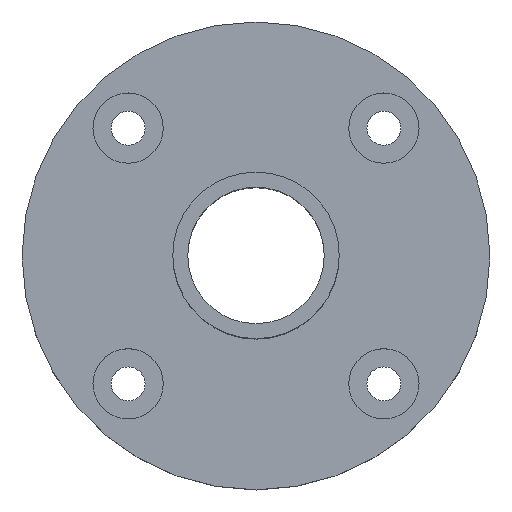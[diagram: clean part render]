
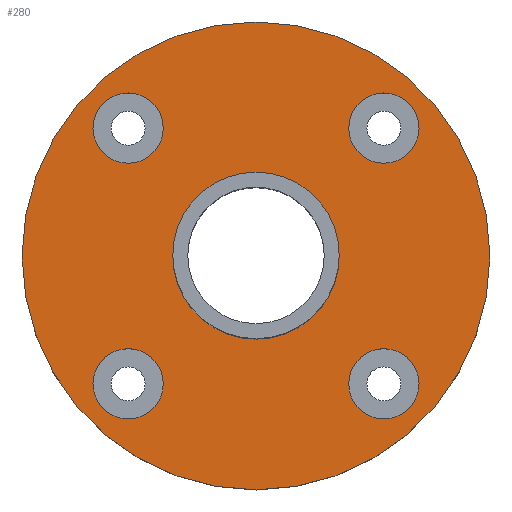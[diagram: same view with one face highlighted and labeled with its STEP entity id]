
A CAD part, top view. The second image highlights one B-rep face of the part: STEP entity #280.
In plain terms, the highlighted planar face has unit normal (0, 0, 1).
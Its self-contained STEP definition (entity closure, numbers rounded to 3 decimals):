
#20=FACE_BOUND('',#77,.T.);
#21=FACE_BOUND('',#78,.T.);
#22=FACE_BOUND('',#79,.T.);
#23=FACE_BOUND('',#80,.T.);
#24=FACE_BOUND('',#81,.T.);
#35=PLANE('',#334);
#53=FACE_OUTER_BOUND('',#76,.T.);
#76=EDGE_LOOP('',(#241));
#77=EDGE_LOOP('',(#242));
#78=EDGE_LOOP('',(#243));
#79=EDGE_LOOP('',(#244));
#80=EDGE_LOOP('',(#245));
#81=EDGE_LOOP('',(#246));
#111=CIRCLE('',#298,12.5);
#114=CIRCLE('',#304,5.275);
#117=CIRCLE('',#309,5.275);
#120=CIRCLE('',#314,5.275);
#123=CIRCLE('',#319,5.275);
#131=CIRCLE('',#333,35.125);
#133=VERTEX_POINT('',#433);
#136=VERTEX_POINT('',#444);
#139=VERTEX_POINT('',#453);
#142=VERTEX_POINT('',#462);
#145=VERTEX_POINT('',#471);
#153=VERTEX_POINT('',#498);
#156=EDGE_CURVE('',#133,#133,#111,.T.);
#160=EDGE_CURVE('',#136,#136,#114,.T.);
#164=EDGE_CURVE('',#139,#139,#117,.T.);
#168=EDGE_CURVE('',#142,#142,#120,.T.);
#172=EDGE_CURVE('',#145,#145,#123,.T.);
#186=EDGE_CURVE('',#153,#153,#131,.T.);
#241=ORIENTED_EDGE('',*,*,#186,.T.);
#242=ORIENTED_EDGE('',*,*,#156,.T.);
#243=ORIENTED_EDGE('',*,*,#160,.T.);
#244=ORIENTED_EDGE('',*,*,#164,.T.);
#245=ORIENTED_EDGE('',*,*,#168,.T.);
#246=ORIENTED_EDGE('',*,*,#172,.T.);
#280=ADVANCED_FACE('',(#53,#20,#21,#22,#23,#24),#35,.T.);
#298=AXIS2_PLACEMENT_3D('',#435,#343,#344);
#304=AXIS2_PLACEMENT_3D('',#445,#356,#357);
#309=AXIS2_PLACEMENT_3D('',#454,#367,#368);
#314=AXIS2_PLACEMENT_3D('',#463,#378,#379);
#319=AXIS2_PLACEMENT_3D('',#472,#389,#390);
#333=AXIS2_PLACEMENT_3D('',#500,#423,#424);
#334=AXIS2_PLACEMENT_3D('',#501,#425,#426);
#343=DIRECTION('center_axis',(0.,0.,-1.));
#344=DIRECTION('ref_axis',(1.,0.,0.));
#356=DIRECTION('center_axis',(0.,0.,-1.));
#357=DIRECTION('ref_axis',(1.,0.,0.));
#367=DIRECTION('center_axis',(0.,0.,-1.));
#368=DIRECTION('ref_axis',(1.,0.,0.));
#378=DIRECTION('center_axis',(0.,0.,-1.));
#379=DIRECTION('ref_axis',(1.,0.,0.));
#389=DIRECTION('center_axis',(0.,0.,-1.));
#390=DIRECTION('ref_axis',(1.,0.,0.));
#423=DIRECTION('center_axis',(0.,0.,1.));
#424=DIRECTION('ref_axis',(1.,0.,0.));
#425=DIRECTION('center_axis',(0.,0.,1.));
#426=DIRECTION('ref_axis',(1.,0.,0.));
#433=CARTESIAN_POINT('',(-12.5,0.,0.));
#435=CARTESIAN_POINT('Origin',(0.,0.,0.));
#444=CARTESIAN_POINT('',(-24.475,-19.2,0.));
#445=CARTESIAN_POINT('Origin',(-19.2,-19.2,0.));
#453=CARTESIAN_POINT('',(-24.475,19.2,0.));
#454=CARTESIAN_POINT('Origin',(-19.2,19.2,0.));
#462=CARTESIAN_POINT('',(13.925,-19.2,0.));
#463=CARTESIAN_POINT('Origin',(19.2,-19.2,0.));
#471=CARTESIAN_POINT('',(13.925,19.2,0.));
#472=CARTESIAN_POINT('Origin',(19.2,19.2,0.));
#498=CARTESIAN_POINT('',(-35.125,0.,0.));
#500=CARTESIAN_POINT('Origin',(0.,0.,0.));
#501=CARTESIAN_POINT('Origin',(0.,0.,0.));
